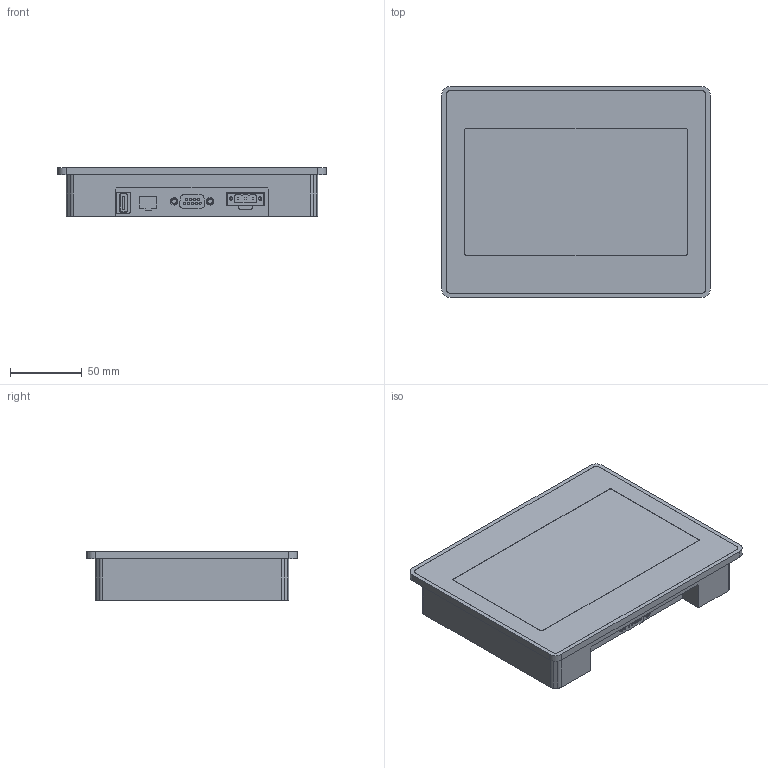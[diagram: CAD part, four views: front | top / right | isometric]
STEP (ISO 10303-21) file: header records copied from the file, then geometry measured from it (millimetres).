
FILE_DESCRIPTION(/* description */ ('STEP AP214'),/* implementation_level */ '2;1');
FILE_NAME(/* name */ '8155214_CDPX-X-B-W-7',/* time_stamp */ '2024-07-31T17:55:28+02:00',/* author */ ('License CC BY-ND 4.0'),/* organization */ ('CADENAS'),/* preprocessor_version */ 'ST-DEVELOPER v19.3',/* originating_system */ 'PARTsolutions',/* authorisation */ ' ');
FILE_SCHEMA (('AUTOMOTIVE_DESIGN {1 0 10303 214 3 1 1}'));
Length unit declared in the file: millimetre
Products named in the file (1): 8155214 CDPX-X-B-W-7---(high)
Bounding box: 187 x 147 x 34 mm (x, y, z)
Volume: 774982.5 mm3; surface area: 83653.8 mm2
Topology: 1 solids, 1 shells, 405 faces, 1032 edges, 686 vertices
Faces by surface type: plane 306, cylinder 93, cone 6
Full cylindrical faces by diameter (mm): 1.6 x9, 2.013 x2, 3.242 x2, 4.35 x1
Entity records: 12068 total; most frequent: CARTESIAN_POINT 2102, ORIENTED_EDGE 2020, DIRECTION 2012, EDGE_CURVE 1010, LINE 820, VECTOR 820, VERTEX_POINT 686, AXIS2_PLACEMENT_3D 596
